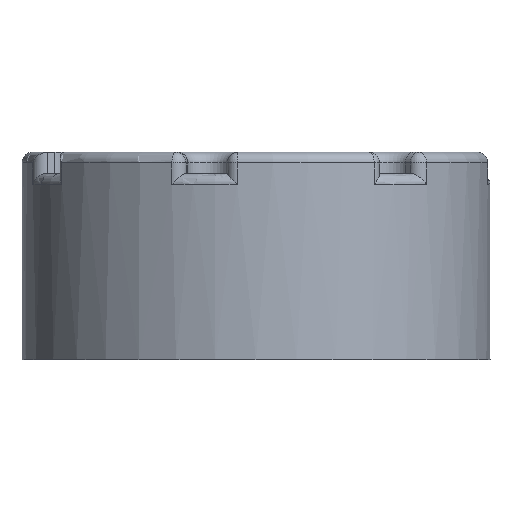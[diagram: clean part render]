
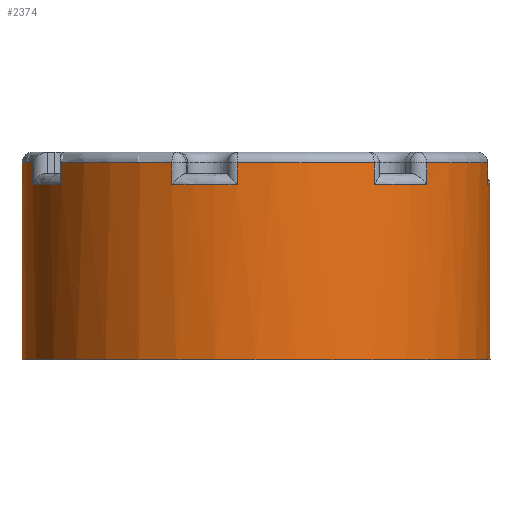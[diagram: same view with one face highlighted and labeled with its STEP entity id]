
A CAD part, front view. The second image highlights one B-rep face of the part: STEP entity #2374.
In plain terms, the highlighted cylindrical face has radius 44 mm (diameter 88 mm), a full revolution.
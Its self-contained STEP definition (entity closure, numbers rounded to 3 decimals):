
#59=LINE('',#3690,#193);
#63=LINE('',#3723,#197);
#64=LINE('',#3754,#198);
#67=LINE('',#3791,#201);
#71=LINE('',#3838,#205);
#72=LINE('',#3869,#206);
#75=LINE('',#3926,#209);
#78=LINE('',#3960,#212);
#80=LINE('',#3982,#214);
#83=LINE('',#4051,#217);
#86=LINE('',#4094,#220);
#92=LINE('',#4154,#226);
#100=LINE('',#4213,#234);
#108=LINE('',#4258,#242);
#130=LINE('',#4339,#264);
#193=VECTOR('',#2840,10.);
#197=VECTOR('',#2858,10.);
#198=VECTOR('',#2877,10.);
#201=VECTOR('',#2900,10.);
#205=VECTOR('',#2918,10.);
#206=VECTOR('',#2937,10.);
#209=VECTOR('',#2968,10.);
#212=VECTOR('',#2991,10.);
#214=VECTOR('',#2997,10.);
#217=VECTOR('',#3022,10.);
#220=VECTOR('',#3037,10.);
#226=VECTOR('',#3081,10.);
#234=VECTOR('',#3125,10.);
#242=VECTOR('',#3169,10.);
#264=VECTOR('',#3245,44.);
#358=CYLINDRICAL_SURFACE('',#2637,44.);
#524=FACE_OUTER_BOUND('',#667,.T.);
#667=EDGE_LOOP('',(#1875,#1876,#1877,#1878,#1879,#1880,#1881,#1882,#1883,
#1884,#1885,#1886,#1887,#1888,#1889,#1890,#1891,#1892,#1893,#1894,#1895,
#1896,#1897,#1898,#1899,#1900,#1901,#1902,#1903,#1904,#1905,#1906));
#773=CIRCLE('',#2486,44.);
#790=CIRCLE('',#2512,44.);
#806=CIRCLE('',#2536,44.);
#817=CIRCLE('',#2554,44.);
#821=CIRCLE('',#2560,44.);
#824=CIRCLE('',#2565,44.);
#826=CIRCLE('',#2568,44.);
#827=CIRCLE('',#2569,44.);
#833=CIRCLE('',#2579,44.);
#834=CIRCLE('',#2583,44.);
#837=CIRCLE('',#2587,44.);
#846=CIRCLE('',#2602,44.);
#847=CIRCLE('',#2605,44.);
#850=CIRCLE('',#2609,44.);
#852=CIRCLE('',#2614,44.);
#862=CIRCLE('',#2638,44.);
#965=VERTEX_POINT('',#3653);
#972=VERTEX_POINT('',#3680);
#976=VERTEX_POINT('',#3689);
#978=VERTEX_POINT('',#3713);
#982=VERTEX_POINT('',#3722);
#984=VERTEX_POINT('',#3743);
#987=VERTEX_POINT('',#3753);
#990=VERTEX_POINT('',#3774);
#993=VERTEX_POINT('',#3781);
#997=VERTEX_POINT('',#3790);
#1001=VERTEX_POINT('',#3828);
#1005=VERTEX_POINT('',#3837);
#1007=VERTEX_POINT('',#3858);
#1010=VERTEX_POINT('',#3868);
#1017=VERTEX_POINT('',#3909);
#1020=VERTEX_POINT('',#3916);
#1024=VERTEX_POINT('',#3925);
#1026=VERTEX_POINT('',#3949);
#1029=VERTEX_POINT('',#3959);
#1032=VERTEX_POINT('',#3980);
#1033=VERTEX_POINT('',#3981);
#1042=VERTEX_POINT('',#4041);
#1046=VERTEX_POINT('',#4050);
#1048=VERTEX_POINT('',#4074);
#1050=VERTEX_POINT('',#4093);
#1054=VERTEX_POINT('',#4126);
#1059=VERTEX_POINT('',#4153);
#1066=VERTEX_POINT('',#4212);
#1071=VERTEX_POINT('',#4257);
#1089=VERTEX_POINT('',#4337);
#1204=EDGE_CURVE('',#972,#976,#59,.T.);
#1213=EDGE_CURVE('',#978,#982,#63,.T.);
#1220=EDGE_CURVE('',#984,#972,#773,.T.);
#1221=EDGE_CURVE('',#987,#984,#64,.T.);
#1232=EDGE_CURVE('',#993,#997,#67,.T.);
#1242=EDGE_CURVE('',#1001,#1005,#71,.T.);
#1249=EDGE_CURVE('',#1007,#993,#790,.T.);
#1250=EDGE_CURVE('',#1010,#1007,#72,.T.);
#1265=EDGE_CURVE('',#1020,#1024,#75,.T.);
#1274=EDGE_CURVE('',#1026,#1020,#806,.T.);
#1275=EDGE_CURVE('',#1029,#1026,#78,.T.);
#1279=EDGE_CURVE('',#1032,#1033,#80,.T.);
#1293=EDGE_CURVE('',#1042,#1046,#83,.T.);
#1298=EDGE_CURVE('',#1048,#1042,#817,.T.);
#1301=EDGE_CURVE('',#1050,#1048,#86,.T.);
#1306=EDGE_CURVE('',#1033,#1050,#821,.T.);
#1311=EDGE_CURVE('',#1046,#1029,#824,.T.);
#1313=EDGE_CURVE('',#1017,#1054,#826,.T.);
#1314=EDGE_CURVE('',#1054,#1032,#827,.T.);
#1321=EDGE_CURVE('',#1059,#1017,#92,.T.);
#1326=EDGE_CURVE('',#1024,#1010,#833,.T.);
#1331=EDGE_CURVE('',#1005,#1059,#834,.T.);
#1334=EDGE_CURVE('',#990,#1001,#837,.T.);
#1341=EDGE_CURVE('',#1066,#990,#100,.T.);
#1351=EDGE_CURVE('',#997,#987,#846,.T.);
#1354=EDGE_CURVE('',#982,#1066,#847,.T.);
#1357=EDGE_CURVE('',#965,#978,#850,.T.);
#1360=EDGE_CURVE('',#1071,#965,#108,.T.);
#1364=EDGE_CURVE('',#976,#1071,#852,.T.);
#1394=EDGE_CURVE('',#1089,#1089,#862,.T.);
#1395=EDGE_CURVE('',#1089,#1054,#130,.T.);
#1875=ORIENTED_EDGE('',*,*,#1394,.F.);
#1876=ORIENTED_EDGE('',*,*,#1395,.T.);
#1877=ORIENTED_EDGE('',*,*,#1313,.F.);
#1878=ORIENTED_EDGE('',*,*,#1321,.F.);
#1879=ORIENTED_EDGE('',*,*,#1331,.F.);
#1880=ORIENTED_EDGE('',*,*,#1242,.F.);
#1881=ORIENTED_EDGE('',*,*,#1334,.F.);
#1882=ORIENTED_EDGE('',*,*,#1341,.F.);
#1883=ORIENTED_EDGE('',*,*,#1354,.F.);
#1884=ORIENTED_EDGE('',*,*,#1213,.F.);
#1885=ORIENTED_EDGE('',*,*,#1357,.F.);
#1886=ORIENTED_EDGE('',*,*,#1360,.F.);
#1887=ORIENTED_EDGE('',*,*,#1364,.F.);
#1888=ORIENTED_EDGE('',*,*,#1204,.F.);
#1889=ORIENTED_EDGE('',*,*,#1220,.F.);
#1890=ORIENTED_EDGE('',*,*,#1221,.F.);
#1891=ORIENTED_EDGE('',*,*,#1351,.F.);
#1892=ORIENTED_EDGE('',*,*,#1232,.F.);
#1893=ORIENTED_EDGE('',*,*,#1249,.F.);
#1894=ORIENTED_EDGE('',*,*,#1250,.F.);
#1895=ORIENTED_EDGE('',*,*,#1326,.F.);
#1896=ORIENTED_EDGE('',*,*,#1265,.F.);
#1897=ORIENTED_EDGE('',*,*,#1274,.F.);
#1898=ORIENTED_EDGE('',*,*,#1275,.F.);
#1899=ORIENTED_EDGE('',*,*,#1311,.F.);
#1900=ORIENTED_EDGE('',*,*,#1293,.F.);
#1901=ORIENTED_EDGE('',*,*,#1298,.F.);
#1902=ORIENTED_EDGE('',*,*,#1301,.F.);
#1903=ORIENTED_EDGE('',*,*,#1306,.F.);
#1904=ORIENTED_EDGE('',*,*,#1279,.F.);
#1905=ORIENTED_EDGE('',*,*,#1314,.F.);
#1906=ORIENTED_EDGE('',*,*,#1395,.F.);
#2374=ADVANCED_FACE('',(#524),#358,.T.);
#2486=AXIS2_PLACEMENT_3D('',#3751,#2873,#2874);
#2512=AXIS2_PLACEMENT_3D('',#3866,#2933,#2934);
#2536=AXIS2_PLACEMENT_3D('',#3957,#2987,#2988);
#2554=AXIS2_PLACEMENT_3D('',#4075,#3031,#3032);
#2560=AXIS2_PLACEMENT_3D('',#4116,#3045,#3046);
#2565=AXIS2_PLACEMENT_3D('',#4123,#3057,#3058);
#2568=AXIS2_PLACEMENT_3D('',#4127,#3063,#3064);
#2569=AXIS2_PLACEMENT_3D('',#4128,#3065,#3066);
#2579=AXIS2_PLACEMENT_3D('',#4175,#3089,#3090);
#2583=AXIS2_PLACEMENT_3D('',#4183,#3101,#3102);
#2587=AXIS2_PLACEMENT_3D('',#4187,#3109,#3110);
#2602=AXIS2_PLACEMENT_3D('',#4243,#3145,#3146);
#2605=AXIS2_PLACEMENT_3D('',#4248,#3153,#3154);
#2609=AXIS2_PLACEMENT_3D('',#4252,#3161,#3162);
#2614=AXIS2_PLACEMENT_3D('',#4278,#3175,#3176);
#2637=AXIS2_PLACEMENT_3D('',#4336,#3241,#3242);
#2638=AXIS2_PLACEMENT_3D('',#4338,#3243,#3244);
#2840=DIRECTION('',(0.,0.,-1.));
#2858=DIRECTION('',(0.,0.,-1.));
#2873=DIRECTION('center_axis',(0.,0.,1.));
#2874=DIRECTION('ref_axis',(0.901,0.434,0.));
#2877=DIRECTION('',(0.,0.,1.));
#2900=DIRECTION('',(0.,0.,-1.));
#2918=DIRECTION('',(0.,0.,-1.));
#2933=DIRECTION('center_axis',(0.,0.,1.));
#2934=DIRECTION('ref_axis',(0.901,-0.434,0.));
#2937=DIRECTION('',(0.,0.,1.));
#2968=DIRECTION('',(0.,0.,-1.));
#2987=DIRECTION('center_axis',(0.,0.,1.));
#2988=DIRECTION('ref_axis',(0.223,-0.975,0.));
#2991=DIRECTION('',(0.,0.,1.));
#2997=DIRECTION('',(0.,0.,-1.));
#3022=DIRECTION('',(0.,0.,-1.));
#3031=DIRECTION('center_axis',(0.,0.,1.));
#3032=DIRECTION('ref_axis',(-0.623,-0.782,0.));
#3037=DIRECTION('',(0.,0.,1.));
#3045=DIRECTION('center_axis',(0.,0.,1.));
#3046=DIRECTION('ref_axis',(-0.901,-0.434,0.));
#3057=DIRECTION('center_axis',(0.,0.,1.));
#3058=DIRECTION('ref_axis',(-0.223,-0.975,0.));
#3063=DIRECTION('center_axis',(0.,0.,1.));
#3064=DIRECTION('ref_axis',(-1.,0.,0.));
#3065=DIRECTION('center_axis',(0.,0.,1.));
#3066=DIRECTION('ref_axis',(-1.,0.,0.));
#3081=DIRECTION('',(0.,0.,1.));
#3089=DIRECTION('center_axis',(0.,0.,1.));
#3090=DIRECTION('ref_axis',(0.623,-0.782,0.));
#3101=DIRECTION('center_axis',(0.,0.,1.));
#3102=DIRECTION('ref_axis',(-0.901,0.434,0.));
#3109=DIRECTION('center_axis',(0.,0.,1.));
#3110=DIRECTION('ref_axis',(-0.623,0.782,0.));
#3125=DIRECTION('',(0.,0.,1.));
#3145=DIRECTION('center_axis',(0.,0.,1.));
#3146=DIRECTION('ref_axis',(1.,0.,0.));
#3153=DIRECTION('center_axis',(0.,0.,1.));
#3154=DIRECTION('ref_axis',(-0.223,0.975,0.));
#3161=DIRECTION('center_axis',(0.,0.,1.));
#3162=DIRECTION('ref_axis',(0.223,0.975,0.));
#3169=DIRECTION('',(0.,0.,1.));
#3175=DIRECTION('center_axis',(0.,0.,1.));
#3176=DIRECTION('ref_axis',(0.623,0.782,0.));
#3241=DIRECTION('center_axis',(0.,0.,-1.));
#3242=DIRECTION('ref_axis',(1.,0.,0.));
#3243=DIRECTION('center_axis',(0.,0.,-1.));
#3244=DIRECTION('ref_axis',(1.,0.,0.));
#3245=DIRECTION('',(0.,0.,1.));
#3653=CARTESIAN_POINT('',(22.238,37.967,6.));
#3680=CARTESIAN_POINT('',(32.067,30.129,6.));
#3689=CARTESIAN_POINT('',(32.067,30.129,2.));
#3690=CARTESIAN_POINT('',(32.067,30.129,0.));
#3713=CARTESIAN_POINT('',(-3.562,43.856,6.));
#3722=CARTESIAN_POINT('',(-3.562,43.856,2.));
#3723=CARTESIAN_POINT('',(-3.562,43.856,0.));
#3743=CARTESIAN_POINT('',(43.549,6.286,6.));
#3751=CARTESIAN_POINT('Origin',(0.,0.,6.));
#3753=CARTESIAN_POINT('',(43.549,6.286,2.));
#3754=CARTESIAN_POINT('',(43.549,6.286,0.));
#3774=CARTESIAN_POINT('',(-15.819,41.058,6.));
#3781=CARTESIAN_POINT('',(43.549,-6.286,6.));
#3790=CARTESIAN_POINT('',(43.549,-6.286,2.));
#3791=CARTESIAN_POINT('',(43.549,-6.286,0.));
#3828=CARTESIAN_POINT('',(-36.509,24.558,6.));
#3837=CARTESIAN_POINT('',(-36.509,24.558,2.));
#3838=CARTESIAN_POINT('',(-36.509,24.558,0.));
#3858=CARTESIAN_POINT('',(32.067,-30.129,6.));
#3866=CARTESIAN_POINT('Origin',(0.,0.,6.));
#3868=CARTESIAN_POINT('',(32.067,-30.129,2.));
#3869=CARTESIAN_POINT('',(32.067,-30.129,0.));
#3909=CARTESIAN_POINT('',(-41.963,13.232,6.));
#3916=CARTESIAN_POINT('',(22.238,-37.967,6.));
#3925=CARTESIAN_POINT('',(22.238,-37.967,2.));
#3926=CARTESIAN_POINT('',(22.238,-37.967,0.));
#3949=CARTESIAN_POINT('',(-3.562,-43.856,6.));
#3957=CARTESIAN_POINT('Origin',(0.,0.,6.));
#3959=CARTESIAN_POINT('',(-3.562,-43.856,2.));
#3960=CARTESIAN_POINT('',(-3.562,-43.856,0.));
#3980=CARTESIAN_POINT('',(-41.963,-13.232,6.));
#3981=CARTESIAN_POINT('',(-41.963,-13.232,2.));
#3982=CARTESIAN_POINT('',(-41.963,-13.232,0.));
#4041=CARTESIAN_POINT('',(-15.819,-41.058,6.));
#4050=CARTESIAN_POINT('',(-15.819,-41.058,2.));
#4051=CARTESIAN_POINT('',(-15.819,-41.058,0.));
#4074=CARTESIAN_POINT('',(-36.509,-24.558,6.));
#4075=CARTESIAN_POINT('Origin',(0.,0.,6.));
#4093=CARTESIAN_POINT('',(-36.509,-24.558,2.));
#4094=CARTESIAN_POINT('',(-36.509,-24.558,0.));
#4116=CARTESIAN_POINT('Origin',(0.,0.,2.));
#4123=CARTESIAN_POINT('Origin',(0.,0.,2.));
#4126=CARTESIAN_POINT('',(-44.,0.,6.));
#4127=CARTESIAN_POINT('Origin',(0.,0.,6.));
#4128=CARTESIAN_POINT('Origin',(0.,0.,6.));
#4153=CARTESIAN_POINT('',(-41.963,13.232,2.));
#4154=CARTESIAN_POINT('',(-41.963,13.232,0.));
#4175=CARTESIAN_POINT('Origin',(0.,0.,2.));
#4183=CARTESIAN_POINT('Origin',(0.,0.,2.));
#4187=CARTESIAN_POINT('Origin',(0.,0.,6.));
#4212=CARTESIAN_POINT('',(-15.819,41.058,2.));
#4213=CARTESIAN_POINT('',(-15.819,41.058,0.));
#4243=CARTESIAN_POINT('Origin',(0.,0.,2.));
#4248=CARTESIAN_POINT('Origin',(0.,0.,2.));
#4252=CARTESIAN_POINT('Origin',(0.,0.,6.));
#4257=CARTESIAN_POINT('',(22.238,37.967,2.));
#4258=CARTESIAN_POINT('',(22.238,37.967,0.));
#4278=CARTESIAN_POINT('Origin',(0.,0.,2.));
#4336=CARTESIAN_POINT('Origin',(0.,0.,0.));
#4337=CARTESIAN_POINT('',(-44.,0.,-31.));
#4338=CARTESIAN_POINT('Origin',(0.,0.,-31.));
#4339=CARTESIAN_POINT('',(-44.,0.,0.));
